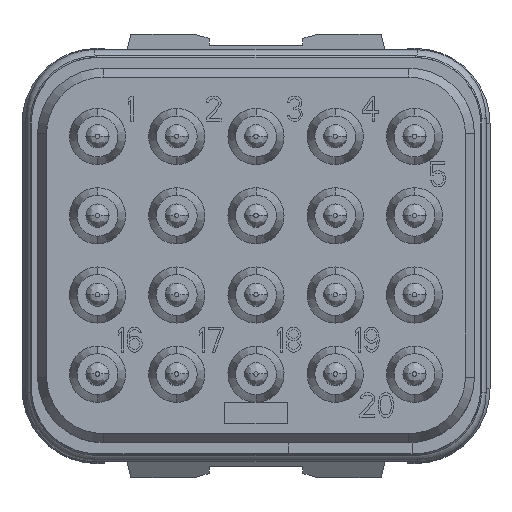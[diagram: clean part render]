
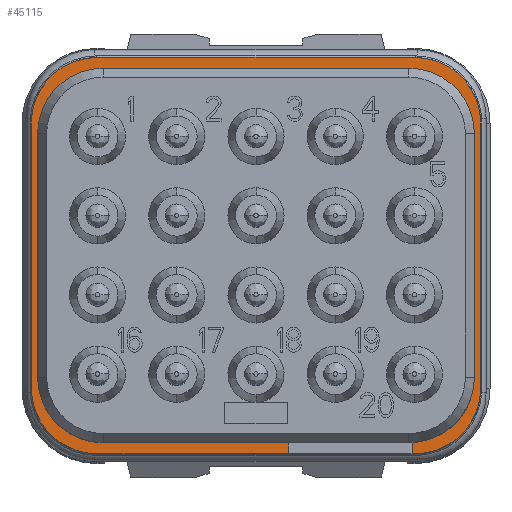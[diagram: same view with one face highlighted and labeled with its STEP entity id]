
A CAD part, top view. The second image highlights one B-rep face of the part: STEP entity #45115.
In plain terms, the highlighted planar face has unit normal (0, 0, 1).
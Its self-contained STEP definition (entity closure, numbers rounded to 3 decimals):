
#1=DIRECTION('',(-1.,0.,0.));
#2=VECTOR('',#1,0.1);
#3=CARTESIAN_POINT('',(5.1,-6.35,1.34));
#4=LINE('',#3,#2);
#5=DIRECTION('',(0.,1.,0.));
#6=VECTOR('',#5,0.352);
#7=CARTESIAN_POINT('',(5.,-6.35,1.34));
#8=LINE('',#7,#6);
#9=CARTESIAN_POINT('',(4.9,-3.9,1.34));
#10=DIRECTION('',(0.,0.,1.));
#11=DIRECTION('',(0.048,-0.999,0.));
#12=AXIS2_PLACEMENT_3D('',#9,#10,#11);
#14=DIRECTION('',(0.,1.,0.));
#15=VECTOR('',#14,7.8);
#16=CARTESIAN_POINT('',(7.,-3.9,1.34));
#17=LINE('',#16,#15);
#18=CARTESIAN_POINT('',(4.9,3.9,1.34));
#19=DIRECTION('',(0.,0.,1.));
#20=DIRECTION('',(1.,0.,0.));
#21=AXIS2_PLACEMENT_3D('',#18,#19,#20);
#23=DIRECTION('',(-1.,0.,0.));
#24=VECTOR('',#23,9.8);
#25=CARTESIAN_POINT('',(4.9,6.,1.34));
#26=LINE('',#25,#24);
#27=CARTESIAN_POINT('',(-4.9,3.9,1.34));
#28=DIRECTION('',(0.,0.,1.));
#29=DIRECTION('',(0.,1.,0.));
#30=AXIS2_PLACEMENT_3D('',#27,#28,#29);
#32=DIRECTION('',(0.,-1.,0.));
#33=VECTOR('',#32,7.8);
#34=CARTESIAN_POINT('',(-7.,3.9,1.34));
#35=LINE('',#34,#33);
#36=CARTESIAN_POINT('',(-4.9,-3.9,1.34));
#37=DIRECTION('',(0.,0.,1.));
#38=DIRECTION('',(-1.,0.,0.));
#39=AXIS2_PLACEMENT_3D('',#36,#37,#38);
#41=DIRECTION('',(1.,0.,0.));
#42=VECTOR('',#41,5.95);
#43=CARTESIAN_POINT('',(-4.9,-6.,1.34));
#44=LINE('',#43,#42);
#45=DIRECTION('',(0.,1.,0.));
#46=VECTOR('',#45,0.35);
#47=CARTESIAN_POINT('',(1.05,-6.35,1.34));
#48=LINE('',#47,#46);
#49=DIRECTION('',(-1.,0.,0.));
#50=VECTOR('',#49,6.15);
#51=CARTESIAN_POINT('',(1.05,-6.35,1.34));
#52=LINE('',#51,#50);
#53=DIRECTION('',(0.,1.,0.));
#54=VECTOR('',#53,8.5);
#55=CARTESIAN_POINT('',(-7.2,-4.25,1.34));
#56=LINE('',#55,#54);
#57=DIRECTION('',(1.,0.,0.));
#58=VECTOR('',#57,10.2);
#59=CARTESIAN_POINT('',(-5.1,6.35,1.34));
#60=LINE('',#59,#58);
#61=DIRECTION('',(0.,-1.,0.));
#62=VECTOR('',#61,8.5);
#63=CARTESIAN_POINT('',(7.2,4.25,1.34));
#64=LINE('',#63,#62);
#145=CARTESIAN_POINT('',(5.1,-4.25,1.34));
#146=DIRECTION('',(0.,0.,-1.));
#147=DIRECTION('',(1.,0.,0.));
#148=AXIS2_PLACEMENT_3D('',#145,#146,#147);
#218=CARTESIAN_POINT('',(5.1,4.25,1.34));
#219=DIRECTION('',(0.,0.,-1.));
#220=DIRECTION('',(0.,1.,0.));
#221=AXIS2_PLACEMENT_3D('',#218,#219,#220);
#291=CARTESIAN_POINT('',(-5.1,4.25,1.34));
#292=DIRECTION('',(0.,0.,-1.));
#293=DIRECTION('',(-1.,0.,0.));
#294=AXIS2_PLACEMENT_3D('',#291,#292,#293);
#364=CARTESIAN_POINT('',(-5.1,-4.25,1.34));
#365=DIRECTION('',(0.,0.,-1.));
#366=DIRECTION('',(0.,-1.,0.));
#367=AXIS2_PLACEMENT_3D('',#364,#365,#366);
#36914=CARTESIAN_POINT('',(5.1,6.35,1.34));
#36915=CARTESIAN_POINT('',(7.2,4.25,1.34));
#36916=VERTEX_POINT('',#36914);
#36917=VERTEX_POINT('',#36915);
#36918=CARTESIAN_POINT('',(-7.2,4.25,1.34));
#36919=CARTESIAN_POINT('',(-5.1,6.35,1.34));
#36920=VERTEX_POINT('',#36918);
#36921=VERTEX_POINT('',#36919);
#36922=CARTESIAN_POINT('',(-5.1,-6.35,1.34));
#36923=CARTESIAN_POINT('',(-7.2,-4.25,1.34));
#36924=VERTEX_POINT('',#36922);
#36925=VERTEX_POINT('',#36923);
#36926=CARTESIAN_POINT('',(7.2,-4.25,1.34));
#36927=CARTESIAN_POINT('',(5.1,-6.35,1.34));
#36928=VERTEX_POINT('',#36926);
#36929=VERTEX_POINT('',#36927);
#37014=CARTESIAN_POINT('',(-7.,3.9,1.34));
#37015=CARTESIAN_POINT('',(-7.,-3.9,1.34));
#37016=VERTEX_POINT('',#37014);
#37017=VERTEX_POINT('',#37015);
#37018=CARTESIAN_POINT('',(-4.9,-6.,1.34));
#37019=VERTEX_POINT('',#37018);
#37020=CARTESIAN_POINT('',(7.,-3.9,1.34));
#37021=CARTESIAN_POINT('',(7.,3.9,1.34));
#37022=VERTEX_POINT('',#37020);
#37023=VERTEX_POINT('',#37021);
#37024=CARTESIAN_POINT('',(4.9,6.,1.34));
#37025=VERTEX_POINT('',#37024);
#37026=CARTESIAN_POINT('',(-4.9,6.,1.34));
#37027=VERTEX_POINT('',#37026);
#37368=CARTESIAN_POINT('',(5.,-6.35,1.34));
#37369=VERTEX_POINT('',#37368);
#37370=CARTESIAN_POINT('',(1.05,-6.35,1.34));
#37371=VERTEX_POINT('',#37370);
#37372=CARTESIAN_POINT('',(1.05,-6.,1.34));
#37373=VERTEX_POINT('',#37372);
#37378=CARTESIAN_POINT('',(5.,-5.998,1.34));
#37379=VERTEX_POINT('',#37378);
#45070=CARTESIAN_POINT('',(0.,0.,1.34));
#45071=DIRECTION('',(0.,0.,1.));
#45072=DIRECTION('',(1.,0.,0.));
#45073=AXIS2_PLACEMENT_3D('',#45070,#45071,#45072);
#45074=PLANE('',#45073);
#45076=ORIENTED_EDGE('',*,*,#45075,.T.);
#45078=ORIENTED_EDGE('',*,*,#45077,.T.);
#45080=ORIENTED_EDGE('',*,*,#45079,.T.);
#45082=ORIENTED_EDGE('',*,*,#45081,.T.);
#45084=ORIENTED_EDGE('',*,*,#45083,.T.);
#45086=ORIENTED_EDGE('',*,*,#45085,.T.);
#45088=ORIENTED_EDGE('',*,*,#45087,.T.);
#45090=ORIENTED_EDGE('',*,*,#45089,.T.);
#45092=ORIENTED_EDGE('',*,*,#45091,.T.);
#45094=ORIENTED_EDGE('',*,*,#45093,.T.);
#45096=ORIENTED_EDGE('',*,*,#45095,.F.);
#45098=ORIENTED_EDGE('',*,*,#45097,.T.);
#45100=ORIENTED_EDGE('',*,*,#45099,.T.);
#45102=ORIENTED_EDGE('',*,*,#45101,.T.);
#45104=ORIENTED_EDGE('',*,*,#45103,.T.);
#45106=ORIENTED_EDGE('',*,*,#45105,.T.);
#45108=ORIENTED_EDGE('',*,*,#45107,.T.);
#45110=ORIENTED_EDGE('',*,*,#45109,.T.);
#45112=ORIENTED_EDGE('',*,*,#45111,.T.);
#45113=EDGE_LOOP('',(#45076,#45078,#45080,#45082,#45084,#45086,#45088,#45090,
#45092,#45094,#45096,#45098,#45100,#45102,#45104,#45106,#45108,#45110,#45112));
#45114=FACE_OUTER_BOUND('',#45113,.F.);
#45115=ADVANCED_FACE('',(#45114),#45074,.T.);
#13=CIRCLE('',#12,2.1);
#22=CIRCLE('',#21,2.1);
#31=CIRCLE('',#30,2.1);
#40=CIRCLE('',#39,2.1);
#149=CIRCLE('',#148,2.1);
#222=CIRCLE('',#221,2.1);
#295=CIRCLE('',#294,2.1);
#368=CIRCLE('',#367,2.1);
#45075=EDGE_CURVE('',#36929,#37369,#4,.T.);
#45077=EDGE_CURVE('',#37369,#37379,#8,.T.);
#45079=EDGE_CURVE('',#37379,#37022,#13,.T.);
#45081=EDGE_CURVE('',#37022,#37023,#17,.T.);
#45083=EDGE_CURVE('',#37023,#37025,#22,.T.);
#45085=EDGE_CURVE('',#37025,#37027,#26,.T.);
#45087=EDGE_CURVE('',#37027,#37016,#31,.T.);
#45089=EDGE_CURVE('',#37016,#37017,#35,.T.);
#45091=EDGE_CURVE('',#37017,#37019,#40,.T.);
#45093=EDGE_CURVE('',#37019,#37373,#44,.T.);
#45095=EDGE_CURVE('',#37371,#37373,#48,.T.);
#45097=EDGE_CURVE('',#37371,#36924,#52,.T.);
#45099=EDGE_CURVE('',#36924,#36925,#368,.T.);
#45101=EDGE_CURVE('',#36925,#36920,#56,.T.);
#45103=EDGE_CURVE('',#36920,#36921,#295,.T.);
#45105=EDGE_CURVE('',#36921,#36916,#60,.T.);
#45107=EDGE_CURVE('',#36916,#36917,#222,.T.);
#45109=EDGE_CURVE('',#36917,#36928,#64,.T.);
#45111=EDGE_CURVE('',#36928,#36929,#149,.T.);
